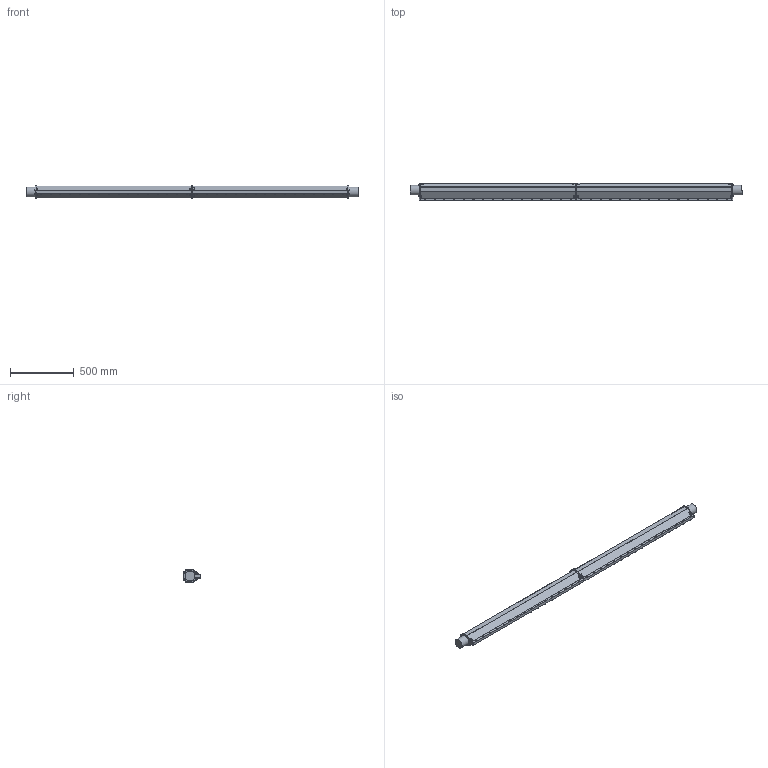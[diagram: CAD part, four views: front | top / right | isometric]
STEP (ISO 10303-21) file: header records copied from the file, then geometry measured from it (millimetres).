
FILE_DESCRIPTION(/* description */ (''),/* implementation_level */ '2;1');
FILE_NAME(/* name */ 'MAP2xxxxxx096 DUMMY.stp',/* time_stamp */ '2018-02-05T15:47:47-05:00',/* author */ ('James'),/* organization */ (''),/* preprocessor_version */ 'ST-DEVELOPER v16.5',/* originating_system */ 'Autodesk Inventor 2017',/* authorisation */ '');
FILE_SCHEMA (('AUTOMOTIVE_DESIGN { 1 0 10303 214 3 1 1 }'));
Products named in the file (1): WIP
Bounding box: 2602.89 x 139.71 x 96.54 mm (x, y, z)
Volume: 21174256.3 mm3; surface area: 992275.2 mm2
Topology: 1 solids, 1 shells, 1952 faces, 4349 edges, 2741 vertices
Faces by surface type: plane 828, cone 618, cylinder 325, bspline 91, sphere 58, torus 32
Full cylindrical faces by diameter (mm): 5.791 x2, 8.5 x4, 9 x64, 9.5 x26, 10.5 x32, 11 x58, 76.2 x2
Entity records: 148289 total; most frequent: CARTESIAN_POINT 109288, ORIENTED_EDGE 7926, DIRECTION 7518, EDGE_CURVE 3963, AXIS2_PLACEMENT_3D 3225, VERTEX_POINT 2613, EDGE_LOOP 2564, FACE_OUTER_BOUND 1952
